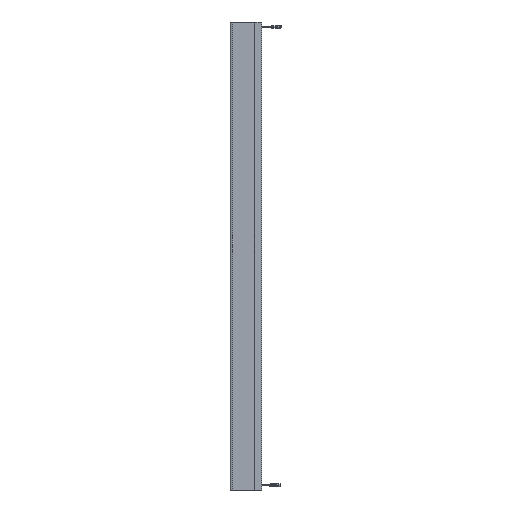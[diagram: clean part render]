
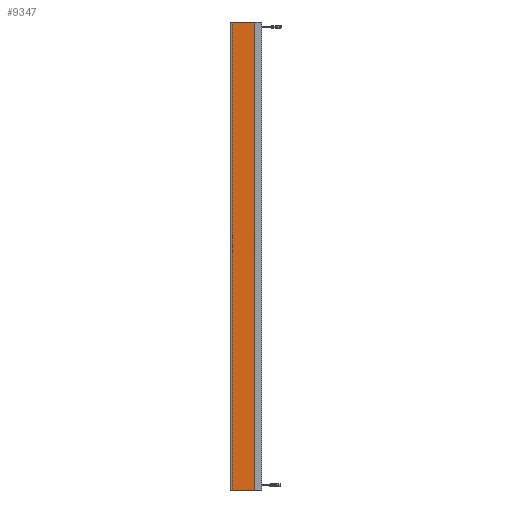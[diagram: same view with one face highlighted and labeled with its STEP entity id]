
A CAD part, left-side view. The second image highlights one B-rep face of the part: STEP entity #9347.
In plain terms, the highlighted planar face has unit normal (-1, 0, 0).
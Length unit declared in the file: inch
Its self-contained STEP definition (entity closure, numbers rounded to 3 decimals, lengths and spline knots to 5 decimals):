
#427 = EDGE_CURVE ( 'NONE', #10065, #3250, #10110, .T. ) ;
#615 = VECTOR ( 'NONE', #13875, 39.37008 ) ;
#972 = DIRECTION ( 'NONE',  ( 0., 0., 1. ) ) ;
#1399 = DIRECTION ( 'NONE',  ( 0., -1., 0. ) ) ;
#1411 = EDGE_CURVE ( 'NONE', #3250, #9062, #10363, .T. ) ;
#1716 = DIRECTION ( 'NONE',  ( 0., 0., -1. ) ) ;
#2660 = ORIENTED_EDGE ( 'NONE', *, *, #5605, .T. ) ;
#2740 = CARTESIAN_POINT ( 'NONE',  ( 1.44902, 2.13669, 30.79722 ) ) ;
#2972 = ORIENTED_EDGE ( 'NONE', *, *, #427, .F. ) ;
#3013 = CARTESIAN_POINT ( 'NONE',  ( 1.44902, -0.73732, -29.20278 ) ) ;
#3140 = ORIENTED_EDGE ( 'NONE', *, *, #1411, .F. ) ;
#3250 = VERTEX_POINT ( 'NONE', #13114 ) ;
#4704 = EDGE_CURVE ( 'NONE', #5287, #10065, #7419, .T. ) ;
#4817 = CARTESIAN_POINT ( 'NONE',  ( 1.44902, 2.13669, -29.20278 ) ) ;
#5048 = PLANE ( 'NONE',  #9416 ) ;
#5287 = VERTEX_POINT ( 'NONE', #4817 ) ;
#5411 = VECTOR ( 'NONE', #972, 39.37008 ) ;
#5605 = EDGE_CURVE ( 'NONE', #5287, #9062, #6080, .T. ) ;
#5900 = DIRECTION ( 'NONE',  ( 0., 0., -1. ) ) ;
#6080 = LINE ( 'NONE', #9406, #615 ) ;
#6648 = CARTESIAN_POINT ( 'NONE',  ( 1.44902, 0.34535, 30.79722 ) ) ;
#7419 = LINE ( 'NONE', #7494, #5411 ) ;
#7484 = EDGE_LOOP ( 'NONE', ( #3140, #2972, #12971, #2660 ) ) ;
#7494 = CARTESIAN_POINT ( 'NONE',  ( 1.44902, 2.13669, 0.79722 ) ) ;
#8242 = FACE_OUTER_BOUND ( 'NONE', #7484, .T. ) ;
#8759 = VECTOR ( 'NONE', #1399, 39.37008 ) ;
#9062 = VERTEX_POINT ( 'NONE', #3013 ) ;
#9191 = VECTOR ( 'NONE', #5900, 39.37008 ) ;
#9300 = CARTESIAN_POINT ( 'NONE',  ( 1.44902, -0.73732, 0.79722 ) ) ;
#9347 = ADVANCED_FACE ( 'NONE', ( #8242 ), #5048, .F. ) ;
#9406 = CARTESIAN_POINT ( 'NONE',  ( 1.44902, 0.34535, -29.20278 ) ) ;
#9416 = AXIS2_PLACEMENT_3D ( 'NONE', #10300, #9531, #1716 ) ;
#9531 = DIRECTION ( 'NONE',  ( 1., 0., 0. ) ) ;
#10065 = VERTEX_POINT ( 'NONE', #2740 ) ;
#10110 = LINE ( 'NONE', #6648, #8759 ) ;
#10300 = CARTESIAN_POINT ( 'NONE',  ( 1.44902, -0.73732, 30.79722 ) ) ;
#10363 = LINE ( 'NONE', #9300, #9191 ) ;
#12971 = ORIENTED_EDGE ( 'NONE', *, *, #4704, .F. ) ;
#13114 = CARTESIAN_POINT ( 'NONE',  ( 1.44902, -0.73732, 30.79722 ) ) ;
#13875 = DIRECTION ( 'NONE',  ( 0., -1., 0. ) ) ;
